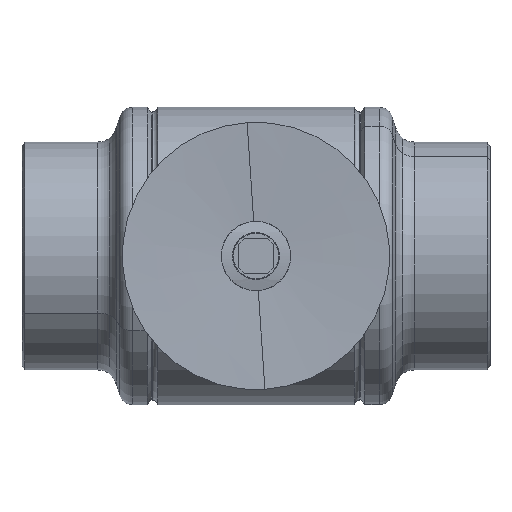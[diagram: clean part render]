
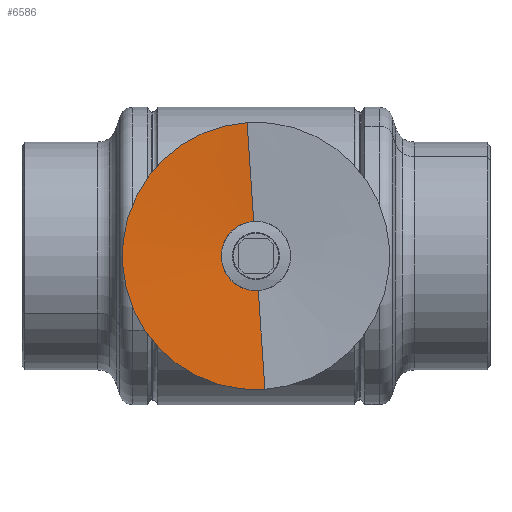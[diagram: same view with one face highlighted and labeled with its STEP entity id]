
A CAD part, front view. The second image highlights one B-rep face of the part: STEP entity #6586.
In plain terms, the highlighted conical face has half-angle 86.906 degrees and reference radius 65 mm.
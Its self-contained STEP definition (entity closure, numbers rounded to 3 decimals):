
#9 = DIRECTION ( 'NONE',  ( 0., 0., -1. ) ) ;
#77 = VERTEX_POINT ( 'NONE', #6106 ) ;
#125 = FACE_OUTER_BOUND ( 'NONE', #503, .T. ) ;
#254 = ORIENTED_EDGE ( 'NONE', *, *, #7887, .F. ) ;
#455 = CIRCLE ( 'NONE', #590, 250. ) ;
#503 = EDGE_LOOP ( 'NONE', ( #254, #1496, #3690, #1804 ) ) ;
#590 = AXIS2_PLACEMENT_3D ( 'NONE', #5040, #4437, #6972 ) ;
#674 = VERTEX_POINT ( 'NONE', #5591 ) ;
#812 = DIRECTION ( 'NONE',  ( 0., -1., 0. ) ) ;
#1177 = CARTESIAN_POINT ( 'NONE',  ( 0., 10., 65. ) ) ;
#1496 = ORIENTED_EDGE ( 'NONE', *, *, #4883, .T. ) ;
#1804 = ORIENTED_EDGE ( 'NONE', *, *, #7450, .F. ) ;
#1947 = VECTOR ( 'NONE', #7582, 1000. ) ;
#2062 = CARTESIAN_POINT ( 'NONE',  ( 0., 10., -65. ) ) ;
#2226 = CARTESIAN_POINT ( 'NONE',  ( 0., 10., 65. ) ) ;
#2520 = LINE ( 'NONE', #2062, #1947 ) ;
#2784 = VERTEX_POINT ( 'NONE', #2226 ) ;
#3151 = DIRECTION ( 'NONE',  ( 0., -1., 0. ) ) ;
#3668 = DIRECTION ( 'NONE',  ( 0., -0.054, 0.999 ) ) ;
#3690 = ORIENTED_EDGE ( 'NONE', *, *, #6102, .T. ) ;
#4263 = CONICAL_SURFACE ( 'NONE', #4522, 65., 1.517 ) ;
#4292 = VECTOR ( 'NONE', #3668, 1000. ) ;
#4372 = CARTESIAN_POINT ( 'NONE',  ( 0., 10., -65. ) ) ;
#4416 = CIRCLE ( 'NONE', #7338, 65. ) ;
#4437 = DIRECTION ( 'NONE',  ( 0., -1., 0. ) ) ;
#4481 = DIRECTION ( 'NONE',  ( 0., 0., -1. ) ) ;
#4522 = AXIS2_PLACEMENT_3D ( 'NONE', #5218, #812, #4481 ) ;
#4602 = VERTEX_POINT ( 'NONE', #4372 ) ;
#4883 = EDGE_CURVE ( 'NONE', #2784, #77, #6817, .T. ) ;
#5040 = CARTESIAN_POINT ( 'NONE',  ( 0., 0., 0. ) ) ;
#5218 = CARTESIAN_POINT ( 'NONE',  ( 0., 10., 0. ) ) ;
#5591 = CARTESIAN_POINT ( 'NONE',  ( 0., 0., -250. ) ) ;
#5644 = CARTESIAN_POINT ( 'NONE',  ( 0., 10., 0. ) ) ;
#6102 = EDGE_CURVE ( 'NONE', #77, #674, #455, .T. ) ;
#6106 = CARTESIAN_POINT ( 'NONE',  ( 0., 0., 250. ) ) ;
#6586 = ADVANCED_FACE ( 'NONE', ( #125 ), #4263, .F. ) ;
#6817 = LINE ( 'NONE', #1177, #4292 ) ;
#6972 = DIRECTION ( 'NONE',  ( 0., 0., -1. ) ) ;
#7338 = AXIS2_PLACEMENT_3D ( 'NONE', #5644, #3151, #9 ) ;
#7450 = EDGE_CURVE ( 'NONE', #4602, #674, #2520, .T. ) ;
#7582 = DIRECTION ( 'NONE',  ( 0., -0.054, -0.999 ) ) ;
#7887 = EDGE_CURVE ( 'NONE', #2784, #4602, #4416, .T. ) ;
